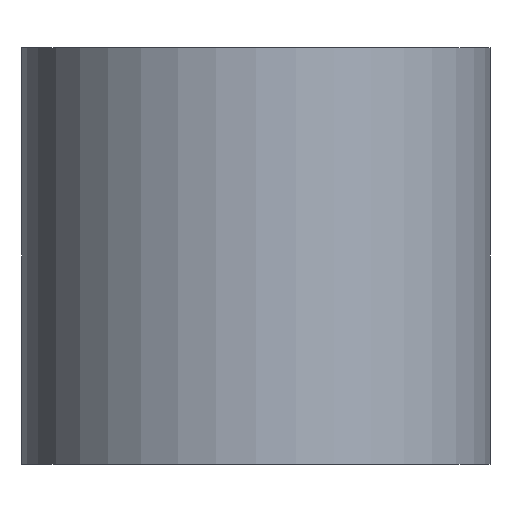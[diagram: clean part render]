
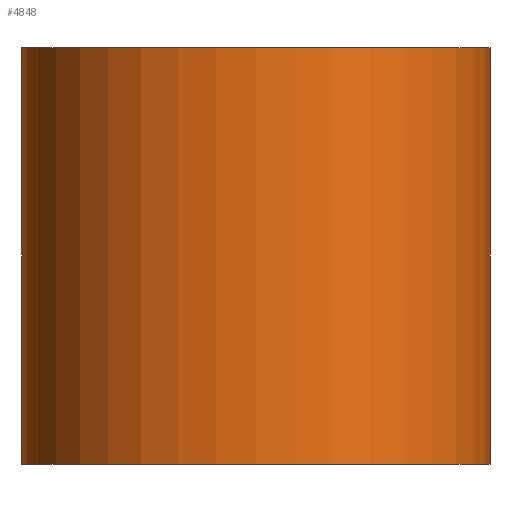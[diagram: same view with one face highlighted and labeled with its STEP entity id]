
A CAD part, left-side view. The second image highlights one B-rep face of the part: STEP entity #4848.
In plain terms, the highlighted cylindrical face has radius 14.05 mm (diameter 28.1 mm), a partial arc.
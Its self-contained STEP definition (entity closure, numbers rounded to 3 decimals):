
#2362=CARTESIAN_POINT('',(6.415,12.5,0.0));
#2363=VERTEX_POINT('',#2362);
#2370=CARTESIAN_POINT('',(6.415,12.5,25.0));
#2371=VERTEX_POINT('',#2370);
#2372=CARTESIAN_POINT('',(6.415,12.5,0.0));
#2373=DIRECTION('',(0.0,0.0,1.0));
#2374=VECTOR('',#2373,25.0);
#2375=LINE('',#2372,#2374);
#2376=EDGE_CURVE('',#2363,#2371,#2375,.T.);
#4724=CARTESIAN_POINT('',(6.415,-12.5,25.0));
#4725=VERTEX_POINT('',#4724);
#4732=CARTESIAN_POINT('',(6.415,-12.5,0.0));
#4733=VERTEX_POINT('',#4732);
#4734=CARTESIAN_POINT('',(6.415,-12.5,25.0));
#4735=DIRECTION('',(0.0,0.0,-1.0));
#4736=VECTOR('',#4735,25.0);
#4737=LINE('',#4734,#4736);
#4738=EDGE_CURVE('',#4725,#4733,#4737,.T.);
#4825=CARTESIAN_POINT('',(0.0,0.0,25.0));
#4826=DIRECTION('',(0.0,0.0,-1.0));
#4827=DIRECTION('',(-1.0,0.0,0.0));
#4828=AXIS2_PLACEMENT_3D('',#4825,#4826,#4827);
#4829=CYLINDRICAL_SURFACE('',#4828,14.05);
#4830=ORIENTED_EDGE('',*,*,#2376,.F.);
#4831=CARTESIAN_POINT('',(0.0,0.0,0.0));
#4832=DIRECTION('',(0.0,0.0,-1.0));
#4833=DIRECTION('',(-1.0,0.0,0.0));
#4834=AXIS2_PLACEMENT_3D('',#4831,#4832,#4833);
#4835=CIRCLE('',#4834,14.05);
#4836=EDGE_CURVE('',#4733,#2363,#4835,.T.);
#4837=ORIENTED_EDGE('',*,*,#4836,.F.);
#4838=ORIENTED_EDGE('',*,*,#4738,.F.);
#4839=CARTESIAN_POINT('',(0.0,0.0,25.0));
#4840=DIRECTION('',(0.0,0.0,-1.0));
#4841=DIRECTION('',(-1.0,0.0,0.0));
#4842=AXIS2_PLACEMENT_3D('',#4839,#4840,#4841);
#4843=CIRCLE('',#4842,14.05);
#4844=EDGE_CURVE('',#4725,#2371,#4843,.T.);
#4845=ORIENTED_EDGE('',*,*,#4844,.T.);
#4846=EDGE_LOOP('',(#4830,#4837,#4838,#4845));
#4847=FACE_OUTER_BOUND('',#4846,.T.);
#4848=ADVANCED_FACE('',(#4847),#4829,.T.);
